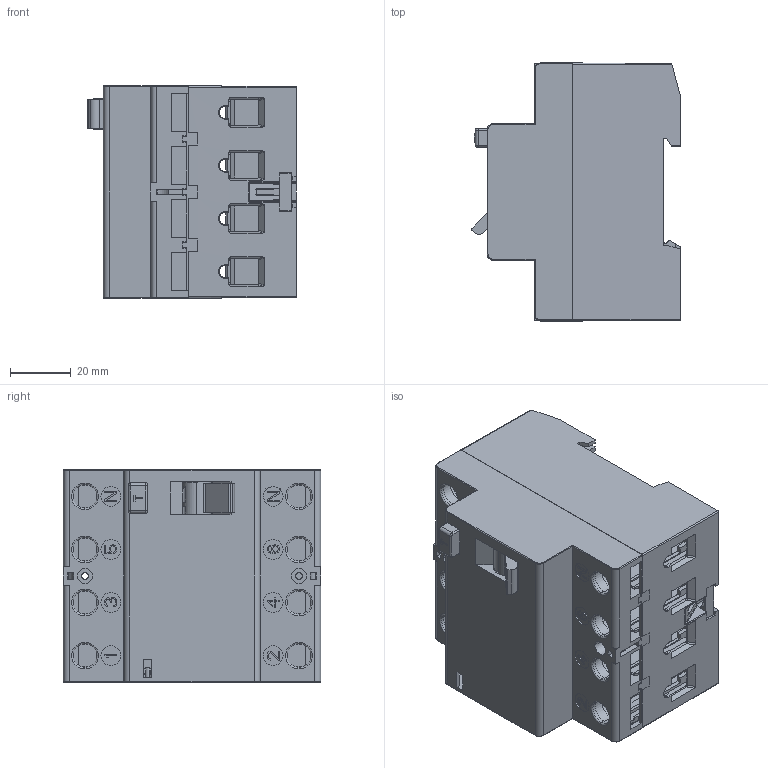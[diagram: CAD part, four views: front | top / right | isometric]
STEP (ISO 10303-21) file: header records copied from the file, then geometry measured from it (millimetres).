
FILE_DESCRIPTION((''),'2;1');
FILE_NAME('30104550_ETI_ASM_1_ASM','2016-09-09T',('jsubic'),('Audax d.o.o.'),'CREO PARAMETRIC BY PTC INC, 2015290','CREO PARAMETRIC BY PTC INC, 2015290','');
FILE_SCHEMA(('CONFIG_CONTROL_DESIGN'));
Products named in the file (7): 37425271-01-02_97; 37423215_43; 37423163_47; 38901880_ASM_60_ASM; 37423460_78; 37423167_24; 30104550_ETI_ASM_1_ASM
Assembly tree (6 placements, depth 3):
  30104550_ETI_ASM_1_ASM
    37425271-01-02_97
    37423215_43
    38901880_ASM_60_ASM
      37423163_47
    37423460_78
    37423167_24
Bounding box: 68.8 x 85 x 70 mm (x, y, z)
Volume: 70958.3 mm3; surface area: 93192.5 mm2
Topology: 5 solids, 5 shells, 3222 faces, 9048 edges, 5723 vertices
Faces by surface type: plane 2092, cylinder 824, sphere 152, torus 79, cone 45, bspline 30
Entity records: 104768 total; most frequent: CARTESIAN_POINT 22928, ORIENTED_EDGE 17838, DIRECTION 15916, EDGE_CURVE 8919, VECTOR 6746, LINE 6746, VERTEX_POINT 5723, AXIS2_PLACEMENT_3D 4585
